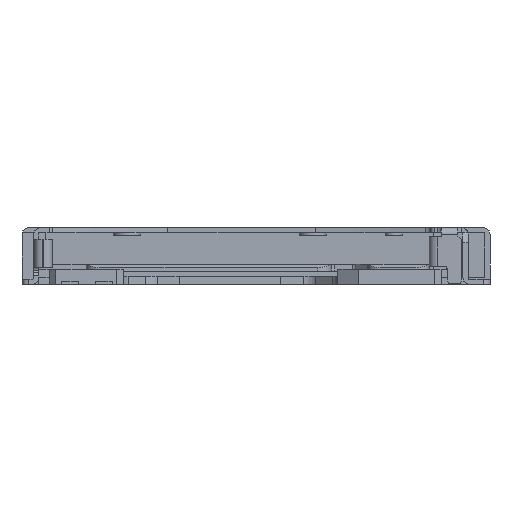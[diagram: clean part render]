
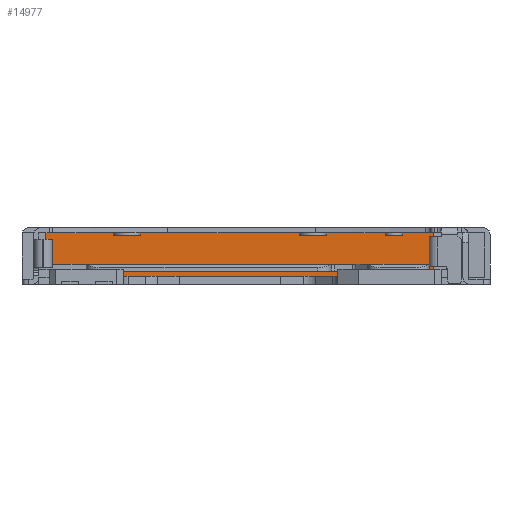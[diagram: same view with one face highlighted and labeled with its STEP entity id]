
A CAD part, front view. The second image highlights one B-rep face of the part: STEP entity #14977.
In plain terms, the highlighted planar face has unit normal (0, -1, 0).
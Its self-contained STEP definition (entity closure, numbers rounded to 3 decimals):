
#14618=EDGE_CURVE('',#14619,#14621,#14623,.T.);
#14619=VERTEX_POINT('',#14620);
#14620=CARTESIAN_POINT('',(169.015,153.612,1.45));
#14621=VERTEX_POINT('',#14622);
#14622=CARTESIAN_POINT('',(169.515,153.612,1.45));
#14623=LINE('',#14624,#14625);
#14624=CARTESIAN_POINT('',(169.015,153.612,1.45));
#14625=VECTOR('',#14626,1.0);
#14626=DIRECTION('',(1.0,0.0,0.0));
#14659=EDGE_CURVE('',#14660,#14619,#14662,.T.);
#14660=VERTEX_POINT('',#14661);
#14661=CARTESIAN_POINT('',(169.015,153.612,1.53));
#14662=LINE('',#14663,#14664);
#14663=CARTESIAN_POINT('',(169.015,153.612,1.53));
#14664=VECTOR('',#14665,1.0);
#14665=DIRECTION('',(0.0,0.0,-1.0));
#14715=EDGE_CURVE('',#14621,#14716,#14718,.T.);
#14716=VERTEX_POINT('',#14717);
#14717=CARTESIAN_POINT('',(169.515,153.612,1.53));
#14718=LINE('',#14719,#14720);
#14719=CARTESIAN_POINT('',(169.515,153.612,1.45));
#14720=VECTOR('',#14721,1.0);
#14721=DIRECTION('',(0.0,0.0,1.0));
#14739=EDGE_CURVE('',#14740,#14742,#14744,.T.);
#14740=VERTEX_POINT('',#14741);
#14741=CARTESIAN_POINT('',(160.965,153.612,1.45));
#14742=VERTEX_POINT('',#14743);
#14743=CARTESIAN_POINT('',(161.765,153.612,1.45));
#14744=LINE('',#14745,#14746);
#14745=CARTESIAN_POINT('',(160.965,153.612,1.45));
#14746=VECTOR('',#14747,1.0);
#14747=DIRECTION('',(1.0,0.0,0.0));
#14780=EDGE_CURVE('',#14781,#14740,#14783,.T.);
#14781=VERTEX_POINT('',#14782);
#14782=CARTESIAN_POINT('',(160.965,153.612,1.53));
#14783=LINE('',#14784,#14785);
#14784=CARTESIAN_POINT('',(160.965,153.612,1.53));
#14785=VECTOR('',#14786,1.0);
#14786=DIRECTION('',(0.0,0.0,-1.0));
#14836=EDGE_CURVE('',#14742,#14837,#14839,.T.);
#14837=VERTEX_POINT('',#14838);
#14838=CARTESIAN_POINT('',(161.765,153.612,1.53));
#14839=LINE('',#14840,#14841);
#14840=CARTESIAN_POINT('',(161.765,153.612,1.45));
#14841=VECTOR('',#14842,1.0);
#14842=DIRECTION('',(0.0,0.0,1.0));
#14902=EDGE_CURVE('',#14903,#14905,#14907,.T.);
#14903=VERTEX_POINT('',#14904);
#14904=CARTESIAN_POINT('',(167.265,153.612,1.45));
#14905=VERTEX_POINT('',#14906);
#14906=CARTESIAN_POINT('',(167.265,153.612,1.53));
#14907=LINE('',#14908,#14909);
#14908=CARTESIAN_POINT('',(167.265,153.612,1.45));
#14909=VECTOR('',#14910,1.0);
#14910=DIRECTION('',(0.0,0.0,1.0));
#14933=EDGE_CURVE('',#14934,#14903,#14936,.T.);
#14934=VERTEX_POINT('',#14935);
#14935=CARTESIAN_POINT('',(166.465,153.612,1.45));
#14936=LINE('',#14937,#14938);
#14937=CARTESIAN_POINT('',(166.465,153.612,1.45));
#14938=VECTOR('',#14939,1.0);
#14939=DIRECTION('',(1.0,0.0,0.0));
#14957=EDGE_CURVE('',#14958,#14934,#14960,.T.);
#14958=VERTEX_POINT('',#14959);
#14959=CARTESIAN_POINT('',(166.465,153.612,1.53));
#14960=LINE('',#14961,#14962);
#14961=CARTESIAN_POINT('',(166.465,153.612,1.53));
#14962=VECTOR('',#14963,1.0);
#14963=DIRECTION('',(0.0,0.0,-1.0));
#14977=ADVANCED_FACE('',(#14978),#15055,.F.);
#14978=FACE_BOUND('',#14979,.T.);
#14979=EDGE_LOOP('',(#14980,#14986,#14987,#14988,#14989,#14997,#15005,#15013,#15021,#15029,#15037,#15043,#15044,#15045,#15046,#15052,#15053,#15054));
#14980=ORIENTED_EDGE('',*,*,#14981,.T.);
#14981=EDGE_CURVE('',#14958,#14837,#14982,.F.);
#14982=LINE('',#14983,#14984);
#14983=CARTESIAN_POINT('',(161.765,153.612,1.53));
#14984=VECTOR('',#14985,1.0);
#14985=DIRECTION('',(1.0,0.0,0.0));
#14986=ORIENTED_EDGE('',*,*,#14836,.F.);
#14987=ORIENTED_EDGE('',*,*,#14739,.F.);
#14988=ORIENTED_EDGE('',*,*,#14780,.F.);
#14989=ORIENTED_EDGE('',*,*,#14990,.T.);
#14990=EDGE_CURVE('',#14781,#14991,#14993,.F.);
#14991=VERTEX_POINT('',#14992);
#14992=CARTESIAN_POINT('',(158.965,153.612,1.53));
#14993=LINE('',#14994,#14995);
#14994=CARTESIAN_POINT('',(158.965,153.612,1.53));
#14995=VECTOR('',#14996,1.0);
#14996=DIRECTION('',(1.0,0.0,0.0));
#14997=ORIENTED_EDGE('',*,*,#14998,.T.);
#14998=EDGE_CURVE('',#14991,#14999,#15001,.F.);
#14999=VERTEX_POINT('',#15000);
#15000=CARTESIAN_POINT('',(158.965,153.612,0.24));
#15001=LINE('',#15002,#15003);
#15002=CARTESIAN_POINT('',(158.965,153.612,0.24));
#15003=VECTOR('',#15004,1.0);
#15004=DIRECTION('',(0.0,0.0,1.0));
#15005=ORIENTED_EDGE('',*,*,#15006,.T.);
#15006=EDGE_CURVE('',#14999,#15007,#15009,.T.);
#15007=VERTEX_POINT('',#15008);
#15008=CARTESIAN_POINT('',(170.455,153.612,0.24));
#15009=LINE('',#15010,#15011);
#15010=CARTESIAN_POINT('',(158.965,153.612,0.24));
#15011=VECTOR('',#15012,1.0);
#15012=DIRECTION('',(1.0,0.0,0.0));
#15013=ORIENTED_EDGE('',*,*,#15014,.T.);
#15014=EDGE_CURVE('',#15007,#15015,#15017,.T.);
#15015=VERTEX_POINT('',#15016);
#15016=CARTESIAN_POINT('',(170.455,153.612,1.53));
#15017=LINE('',#15018,#15019);
#15018=CARTESIAN_POINT('',(170.455,153.612,0.0));
#15019=VECTOR('',#15020,1.0);
#15020=DIRECTION('',(0.0,0.0,1.0));
#15021=ORIENTED_EDGE('',*,*,#15022,.T.);
#15022=EDGE_CURVE('',#15015,#15023,#15025,.F.);
#15023=VERTEX_POINT('',#15024);
#15024=CARTESIAN_POINT('',(169.865,153.612,1.53));
#15025=LINE('',#15026,#15027);
#15026=CARTESIAN_POINT('',(169.865,153.612,1.53));
#15027=VECTOR('',#15028,1.0);
#15028=DIRECTION('',(1.0,0.0,0.0));
#15029=ORIENTED_EDGE('',*,*,#15030,.T.);
#15030=EDGE_CURVE('',#15023,#15031,#15033,.F.);
#15031=VERTEX_POINT('',#15032);
#15032=CARTESIAN_POINT('',(169.665,153.612,1.53));
#15033=LINE('',#15034,#15035);
#15034=CARTESIAN_POINT('',(169.665,153.612,1.53));
#15035=VECTOR('',#15036,1.0);
#15036=DIRECTION('',(1.0,0.0,0.0));
#15037=ORIENTED_EDGE('',*,*,#15038,.T.);
#15038=EDGE_CURVE('',#15031,#14716,#15039,.F.);
#15039=LINE('',#15040,#15041);
#15040=CARTESIAN_POINT('',(169.515,153.612,1.53));
#15041=VECTOR('',#15042,1.0);
#15042=DIRECTION('',(1.0,0.0,0.0));
#15043=ORIENTED_EDGE('',*,*,#14715,.F.);
#15044=ORIENTED_EDGE('',*,*,#14618,.F.);
#15045=ORIENTED_EDGE('',*,*,#14659,.F.);
#15046=ORIENTED_EDGE('',*,*,#15047,.T.);
#15047=EDGE_CURVE('',#14660,#14905,#15048,.F.);
#15048=LINE('',#15049,#15050);
#15049=CARTESIAN_POINT('',(167.265,153.612,1.53));
#15050=VECTOR('',#15051,1.0);
#15051=DIRECTION('',(1.0,0.0,0.0));
#15052=ORIENTED_EDGE('',*,*,#14902,.F.);
#15053=ORIENTED_EDGE('',*,*,#14933,.F.);
#15054=ORIENTED_EDGE('',*,*,#14957,.F.);
#15055=PLANE('',#15056);
#15056=AXIS2_PLACEMENT_3D('',#15057,#15058,#15059);
#15057=CARTESIAN_POINT('',(164.715,153.612,0.885));
#15058=DIRECTION('',(0.0,1.0,0.0));
#15059=DIRECTION('',(1.0,0.0,0.0));
